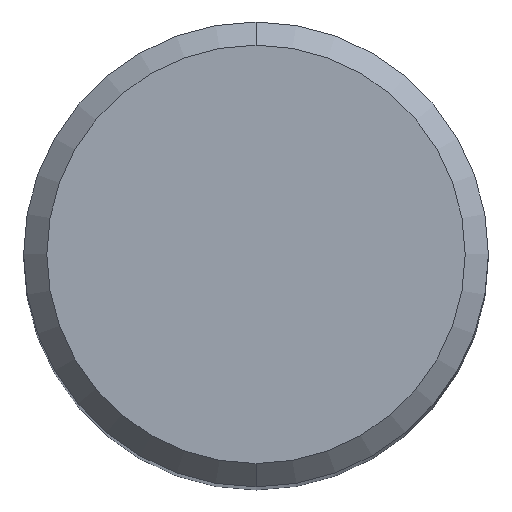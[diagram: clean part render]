
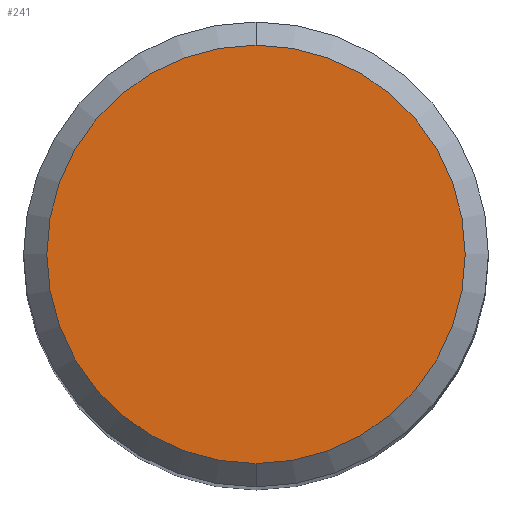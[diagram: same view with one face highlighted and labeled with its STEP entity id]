
A CAD part, top view. The second image highlights one B-rep face of the part: STEP entity #241.
In plain terms, the highlighted planar face has unit normal (0, 0, 1).
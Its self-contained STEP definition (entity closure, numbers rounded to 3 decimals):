
#197=VERTEX_POINT('',#506);
#211=EDGE_CURVE('',#197,#409,#521,.T.);
#241=ADVANCED_FACE('',(#553),#554,.T.);
#297=EDGE_CURVE('',#409,#197,#617,.T.);
#409=VERTEX_POINT('',#741);
#506=CARTESIAN_POINT('',(0.0,7.2,0.0));
#521=CIRCLE('',#905,7.2);
#553=FACE_OUTER_BOUND('',#970,.T.);
#554=PLANE('',#971);
#617=CIRCLE('',#1097,7.2);
#741=CARTESIAN_POINT('',(0.,-7.2,0.0));
#905=AXIS2_PLACEMENT_3D('',#1552,#1553,#1554);
#970=EDGE_LOOP('',(#1583,#1584));
#971=AXIS2_PLACEMENT_3D('',#1585,#1586,#1587);
#1097=AXIS2_PLACEMENT_3D('',#1667,#1668,#1669);
#1552=CARTESIAN_POINT('',(0.0,0.0,0.0));
#1553=DIRECTION('',(0.0,0.0,-1.0));
#1554=DIRECTION('',(0.0,1.0,0.0));
#1583=ORIENTED_EDGE('',*,*,#211,.F.);
#1584=ORIENTED_EDGE('',*,*,#297,.F.);
#1585=CARTESIAN_POINT('',(0.0,3.6,0.0));
#1586=DIRECTION('',(-0.0,0.0,1.0));
#1587=DIRECTION('',(0.0,-1.0,0.0));
#1667=CARTESIAN_POINT('',(0.0,0.0,0.0));
#1668=DIRECTION('',(0.0,0.0,-1.0));
#1669=DIRECTION('',(0.0,1.0,0.0));
